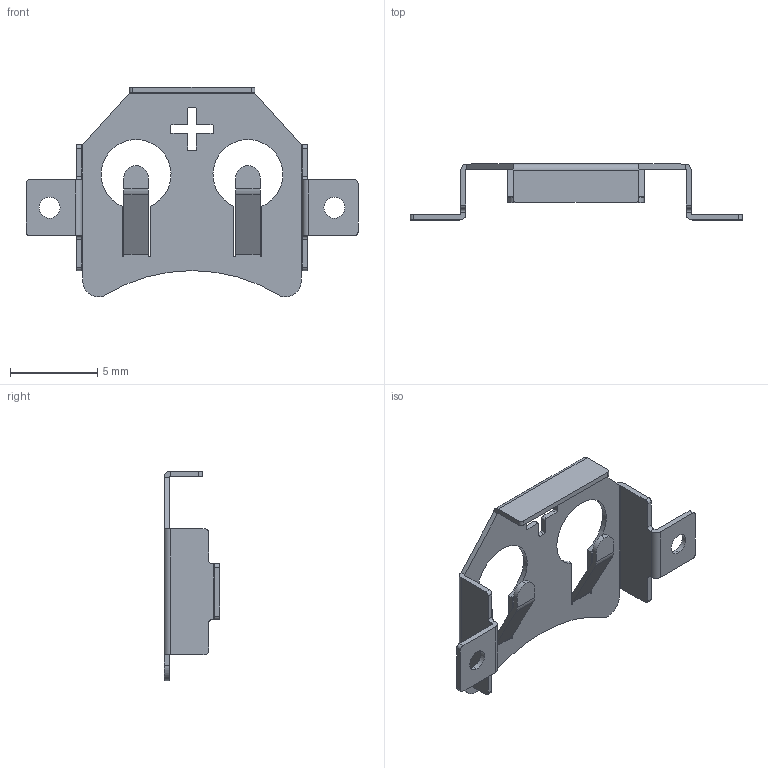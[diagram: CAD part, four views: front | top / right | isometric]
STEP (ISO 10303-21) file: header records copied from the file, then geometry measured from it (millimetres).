
FILE_DESCRIPTION (( 'STEP AP214' ), '1' );
FILE_NAME ('BAT-HLD-007-SMT-TR.STEP', '2023-01-02T14:53:32', ( '' ), ( '' ), 'SwSTEP 2.0', 'SolidWorks 2021', '' );
FILE_SCHEMA (( 'AUTOMOTIVE_DESIGN' ));
Length unit declared in the file: millimetre
Products named in the file (1): BAT-HLD-007-SMT-TR
Bounding box: 19 x 3.2 x 12 mm (x, y, z)
Volume: 53.4 mm3; surface area: 399.8 mm2
Topology: 1 solids, 1 shells, 137 faces, 389 edges, 254 vertices
Faces by surface type: cylinder 70, plane 67
Entity records: 4529 total; most frequent: DIRECTION 805, CARTESIAN_POINT 781, ORIENTED_EDGE 778, EDGE_CURVE 389, AXIS2_PLACEMENT_3D 278, VERTEX_POINT 254, VECTOR 249, LINE 249
